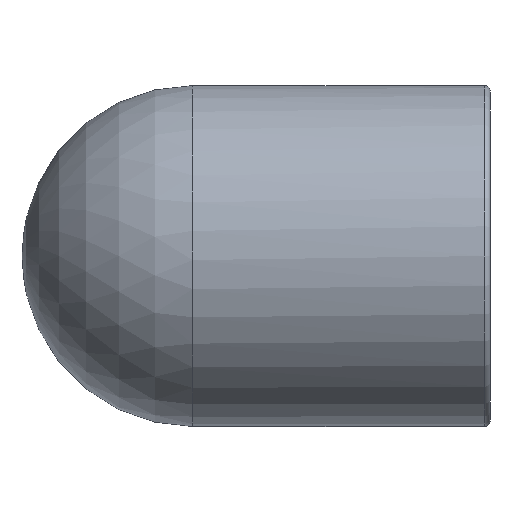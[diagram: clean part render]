
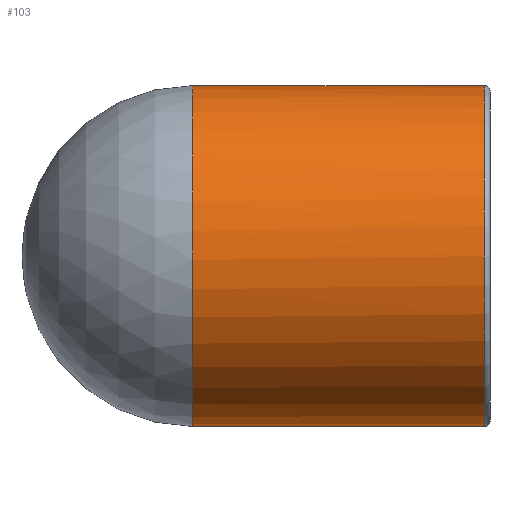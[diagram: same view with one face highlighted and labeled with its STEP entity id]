
A CAD part, left-side view. The second image highlights one B-rep face of the part: STEP entity #103.
In plain terms, the highlighted cylindrical face has radius 25.5 mm (diameter 51 mm), a full revolution.
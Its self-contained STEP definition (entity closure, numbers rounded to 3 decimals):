
#103 = ADVANCED_FACE( '', ( #212, #213 ), #214, .T. );
#212 = FACE_OUTER_BOUND( '', #347, .T. );
#213 = FACE_OUTER_BOUND( '', #348, .T. );
#214 = CYLINDRICAL_SURFACE( '', #349, 25.5 );
#347 = EDGE_LOOP( '', ( #557 ) );
#348 = EDGE_LOOP( '', ( #558, #559 ) );
#349 = AXIS2_PLACEMENT_3D( '', #560, #561, #562 );
#557 = ORIENTED_EDGE( '', *, *, #593, .F. );
#558 = ORIENTED_EDGE( '', *, *, #581, .F. );
#559 = ORIENTED_EDGE( '', *, *, #630, .T. );
#560 = CARTESIAN_POINT( '', ( 0., 0., 0. ) );
#561 = DIRECTION( '', ( 0., 1., 0. ) );
#562 = DIRECTION( '', ( 0., 0., -1. ) );
#581 = EDGE_CURVE( '', #674, #672, #676, .T. );
#593 = EDGE_CURVE( '', #694, #694, #695, .T. );
#630 = EDGE_CURVE( '', #674, #672, #748, .T. );
#672 = VERTEX_POINT( '', #800 );
#674 = VERTEX_POINT( '', #837 );
#676 = B_SPLINE_CURVE_WITH_KNOTS( '', 3, ( #874, #875, #876, #877, #878, #879, #880, #881, #882, #883, #884, #885, #886, #887, #888, #889, #890, #891, #892, #893, #894, #895, #896, #897, #898, #899, #900, #901, #902, #903, #904, #905, #906, #907, #908, #909, #910, #911, #912, #913, #914, #915, #916, #917, #918, #919, #920, #921, #922, #923, #924, #925, #926, #927 ), .UNSPECIFIED., .F., .F., ( 4, 2, 2, 2, 2, 2, 2, 2, 2, 2, 2, 2, 2, 2, 2, 2, 2, 2, 2, 2, 2, 2, 2, 2, 2, 2, 4 ), ( 0.074, 0.078, 0.082, 0.086, 0.088, 0.09, 0.093, 0.095, 0.097, 0.101, 0.102, 0.103, 0.105, 0.107, 0.108, 0.109, 0.112, 0.114, 0.116, 0.118, 0.12, 0.124, 0.126, 0.128, 0.131, 0.133, 0.135 ), .UNSPECIFIED. );
#694 = VERTEX_POINT( '', #1066 );
#695 = CIRCLE( '', #1067, 25.5 );
#748 = CIRCLE( '', #1134, 25.5 );
#800 = CARTESIAN_POINT( '', ( 15.225, 44.455, -20.456 ) );
#837 = CARTESIAN_POINT( '', ( 15.225, 44.455, 20.456 ) );
#874 = CARTESIAN_POINT( '', ( 15.225, 44.455, 20.456 ) );
#875 = CARTESIAN_POINT( '', ( 15.579, 43.268, 20.192 ) );
#876 = CARTESIAN_POINT( '', ( 16.039, 42.144, 19.836 ) );
#877 = CARTESIAN_POINT( '', ( 17.075, 39.983, 18.952 ) );
#878 = CARTESIAN_POINT( '', ( 17.637, 38.974, 18.435 ) );
#879 = CARTESIAN_POINT( '', ( 18.788, 37.066, 17.261 ) );
#880 = CARTESIAN_POINT( '', ( 19.377, 36.165, 16.603 ) );
#881 = CARTESIAN_POINT( '', ( 20.255, 34.886, 15.499 ) );
#882 = CARTESIAN_POINT( '', ( 20.547, 34.47, 15.11 ) );
#883 = CARTESIAN_POINT( '', ( 21.116, 33.676, 14.304 ) );
#884 = CARTESIAN_POINT( '', ( 21.395, 33.295, 13.885 ) );
#885 = CARTESIAN_POINT( '', ( 22.206, 32.202, 12.578 ) );
#886 = CARTESIAN_POINT( '', ( 22.714, 31.538, 11.643 ) );
#887 = CARTESIAN_POINT( '', ( 23.41, 30.645, 10.126 ) );
#888 = CARTESIAN_POINT( '', ( 23.63, 30.364, 9.602 ) );
#889 = CARTESIAN_POINT( '', ( 24.045, 29.842, 8.511 ) );
#890 = CARTESIAN_POINT( '', ( 24.236, 29.603, 7.952 ) );
#891 = CARTESIAN_POINT( '', ( 24.753, 28.959, 6.242 ) );
#892 = CARTESIAN_POINT( '', ( 25.026, 28.624, 5.054 ) );
#893 = CARTESIAN_POINT( '', ( 25.261, 28.337, 3.5 ) );
#894 = CARTESIAN_POINT( '', ( 25.302, 28.286, 3.186 ) );
#895 = CARTESIAN_POINT( '', ( 25.373, 28.199, 2.559 ) );
#896 = CARTESIAN_POINT( '', ( 25.403, 28.163, 2.245 ) );
#897 = CARTESIAN_POINT( '', ( 25.474, 28.076, 1.303 ) );
#898 = CARTESIAN_POINT( '', ( 25.499, 28.046, 0.673 ) );
#899 = CARTESIAN_POINT( '', ( 25.501, 28.044, -0.588 ) );
#900 = CARTESIAN_POINT( '', ( 25.479, 28.071, -1.219 ) );
#901 = CARTESIAN_POINT( '', ( 25.41, 28.155, -2.169 ) );
#902 = CARTESIAN_POINT( '', ( 25.38, 28.191, -2.487 ) );
#903 = CARTESIAN_POINT( '', ( 25.311, 28.276, -3.116 ) );
#904 = CARTESIAN_POINT( '', ( 25.27, 28.325, -3.428 ) );
#905 = CARTESIAN_POINT( '', ( 25.041, 28.605, -4.974 ) );
#906 = CARTESIAN_POINT( '', ( 24.773, 28.935, -6.166 ) );
#907 = CARTESIAN_POINT( '', ( 24.255, 29.579, -7.894 ) );
#908 = CARTESIAN_POINT( '', ( 24.064, 29.818, -8.457 ) );
#909 = CARTESIAN_POINT( '', ( 23.654, 30.334, -9.542 ) );
#910 = CARTESIAN_POINT( '', ( 23.435, 30.612, -10.068 ) );
#911 = CARTESIAN_POINT( '', ( 22.971, 31.208, -11.086 ) );
#912 = CARTESIAN_POINT( '', ( 22.726, 31.525, -11.579 ) );
#913 = CARTESIAN_POINT( '', ( 22.214, 32.197, -12.534 ) );
#914 = CARTESIAN_POINT( '', ( 21.946, 32.551, -12.995 ) );
#915 = CARTESIAN_POINT( '', ( 21.129, 33.652, -14.313 ) );
#916 = CARTESIAN_POINT( '', ( 20.559, 34.442, -15.114 ) );
#917 = CARTESIAN_POINT( '', ( 19.688, 35.712, -16.213 ) );
#918 = CARTESIAN_POINT( '', ( 19.395, 36.149, -16.562 ) );
#919 = CARTESIAN_POINT( '', ( 18.807, 37.055, -17.226 ) );
#920 = CARTESIAN_POINT( '', ( 18.512, 37.524, -17.543 ) );
#921 = CARTESIAN_POINT( '', ( 17.638, 38.972, -18.435 ) );
#922 = CARTESIAN_POINT( '', ( 17.076, 39.982, -18.951 ) );
#923 = CARTESIAN_POINT( '', ( 16.306, 41.586, -19.608 ) );
#924 = CARTESIAN_POINT( '', ( 16.062, 42.135, -19.808 ) );
#925 = CARTESIAN_POINT( '', ( 15.611, 43.271, -20.165 ) );
#926 = CARTESIAN_POINT( '', ( 15.403, 43.859, -20.324 ) );
#927 = CARTESIAN_POINT( '', ( 15.225, 44.455, -20.456 ) );
#1066 = CARTESIAN_POINT( '', ( 0., 0.825, -25.5 ) );
#1067 = AXIS2_PLACEMENT_3D( '', #1179, #1180, #1181 );
#1134 = AXIS2_PLACEMENT_3D( '', #1226, #1227, #1228 );
#1179 = CARTESIAN_POINT( '', ( 0., 0.825, 0. ) );
#1180 = DIRECTION( '', ( 0., -1., 0. ) );
#1181 = DIRECTION( '', ( 0., 0., -1. ) );
#1226 = CARTESIAN_POINT( '', ( 0., 44.455, 0. ) );
#1227 = DIRECTION( '', ( 0., -1., 0. ) );
#1228 = DIRECTION( '', ( 0., 0., -1. ) );
